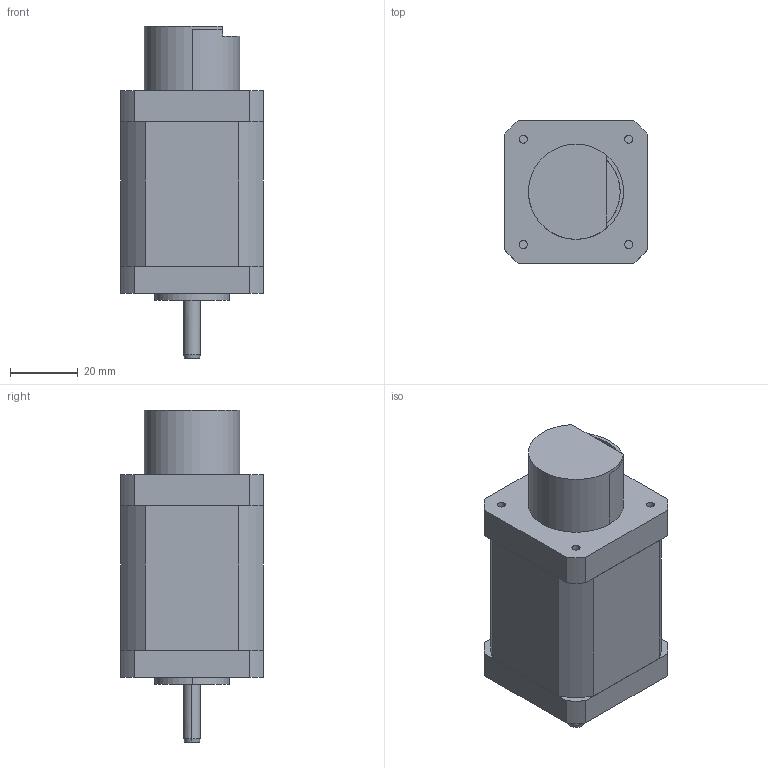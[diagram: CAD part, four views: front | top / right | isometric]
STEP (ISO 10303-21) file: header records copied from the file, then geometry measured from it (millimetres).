
FILE_DESCRIPTION((''),'2;1');
FILE_NAME('MT17HE24028B4E4_ASM_ASM','2017-04-05T',('Matteo Maccalli'),(''),'PRO/ENGINEER BY PARAMETRIC TECHNOLOGY CORPORATION, 2006320','PRO/ENGINEER BY PARAMETRIC TECHNOLOGY CORPORATION, 2006320','');
FILE_SCHEMA(('AUTOMOTIVE_DESIGN_CC2 { 1 2 10303 214 -1 1 5 2 }'));
Length unit declared in the file: millimetre
Products named in the file (6): 17D8DZ_1; 17D8HDG_2; 17D8QDG_3; 17D8ZHOU_1; 17D8HZ_1; MT17HE24028B4E4_ASM_ASM
Assembly tree (5 placements, depth 2):
  MT17HE24028B4E4_ASM_ASM
    17D8DZ_1
    17D8HDG_2
    17D8QDG_3
    17D8ZHOU_1
    17D8HZ_1
Bounding box: 42 x 42 x 97.7 mm (x, y, z)
Volume: 104015.8 mm3; surface area: 26424.3 mm2
Topology: 5 solids, 5 shells, 82 faces, 220 edges, 150 vertices
Faces by surface type: cylinder 44, plane 28, cone 8, torus 2
Entity records: 2818 total; most frequent: DIRECTION 528, CARTESIAN_POINT 463, ORIENTED_EDGE 440, EDGE_CURVE 220, AXIS2_PLACEMENT_3D 215, VERTEX_POINT 150, CIRCLE 122, EDGE_LOOP 106
